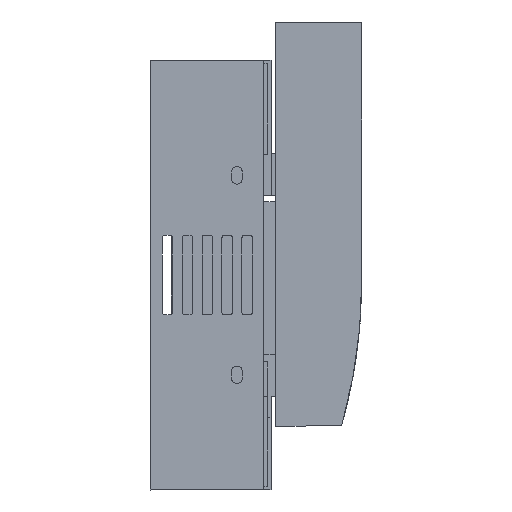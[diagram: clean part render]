
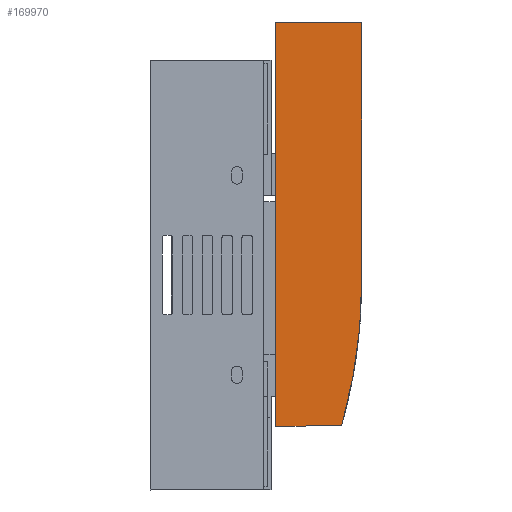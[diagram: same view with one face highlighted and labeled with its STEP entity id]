
A CAD part, left-side view. The second image highlights one B-rep face of the part: STEP entity #169970.
In plain terms, the highlighted planar face has unit normal (-1, 0, 0).
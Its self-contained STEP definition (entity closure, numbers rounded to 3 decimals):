
#164900=CARTESIAN_POINT('',(-794.55,-44.36,
75.452));
#164910=VERTEX_POINT('',#164900);
#165080=CARTESIAN_POINT('',(-794.55,-44.36,
227.734));
#165090=VERTEX_POINT('',#165080);
#165120=CARTESIAN_POINT('',(-794.55,-44.36,
0.));
#165130=DIRECTION('',(0.,0.,-1.));
#165140=VECTOR('',#165130,1.);
#165150=LINE('',#165120,#165140);
#165160=EDGE_CURVE('',#165090,#164910,#165150,.T.);
#169510=CARTESIAN_POINT('',(-794.55,-76.76,
227.452));
#169520=VERTEX_POINT('',#169510);
#169550=CARTESIAN_POINT('',(-794.55,-0.004,
228.121));
#169560=DIRECTION('',(0.,-1.,
-0.009));
#169570=VECTOR('',#169560,1.);
#169580=LINE('',#169550,#169570);
#169590=EDGE_CURVE('',#165090,#169520,#169580,.T.);
#169650=CARTESIAN_POINT('',(-794.55,-19.116,
105.151));
#169660=DIRECTION('',(-1.,0.,0.));
#169670=DIRECTION('',(0.,0.,-1.));
#169680=AXIS2_PLACEMENT_3D('',#169650,#169660,#169670);
#169690=PLANE('',#169680);
#169700=CARTESIAN_POINT('',(-794.55,123.24,
130.452));
#169710=DIRECTION('',(-1.,0.,0.));
#169720=DIRECTION('',(0.,-1.,0.));
#169730=AXIS2_PLACEMENT_3D('',#169700,#169710,#169720);
#169740=CIRCLE('',#169730,200.);
#169750=CARTESIAN_POINT('',(-794.55,-69.172,
75.885));
#169760=VERTEX_POINT('',#169750);
#169770=CARTESIAN_POINT('',(-794.55,-76.76,
130.452));
#169780=VERTEX_POINT('',#169770);
#169790=EDGE_CURVE('',#169760,#169780,#169740,.T.);
#169800=ORIENTED_EDGE('',*,*,#169790,.T.);
#169810=CARTESIAN_POINT('',(-794.55,-44.36,
75.452));
#169820=DIRECTION('',(0.,-1.,
0.017));
#169830=VECTOR('',#169820,1.);
#169840=LINE('',#169810,#169830);
#169850=EDGE_CURVE('',#164910,#169760,#169840,.T.);
#169860=ORIENTED_EDGE('',*,*,#169850,.T.);
#169870=ORIENTED_EDGE('',*,*,#165160,.T.);
#169880=ORIENTED_EDGE('',*,*,#169590,.F.);
#169890=CARTESIAN_POINT('',(-794.55,-76.76,
0.));
#169900=DIRECTION('',(0.,0.,-1.));
#169910=VECTOR('',#169900,1.);
#169920=LINE('',#169890,#169910);
#169930=EDGE_CURVE('',#169520,#169780,#169920,.T.);
#169940=ORIENTED_EDGE('',*,*,#169930,.F.);
#169950=EDGE_LOOP('',(#169940,#169880,#169870,#169860,#169800));
#169960=FACE_OUTER_BOUND('',#169950,.T.);
#169970=ADVANCED_FACE('',(#169960),#169690,.T.);
